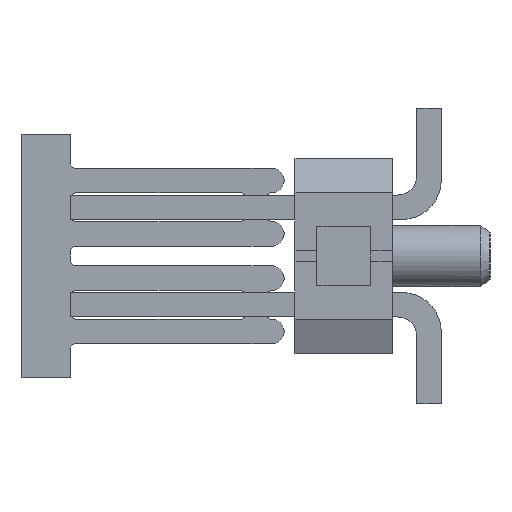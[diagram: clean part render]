
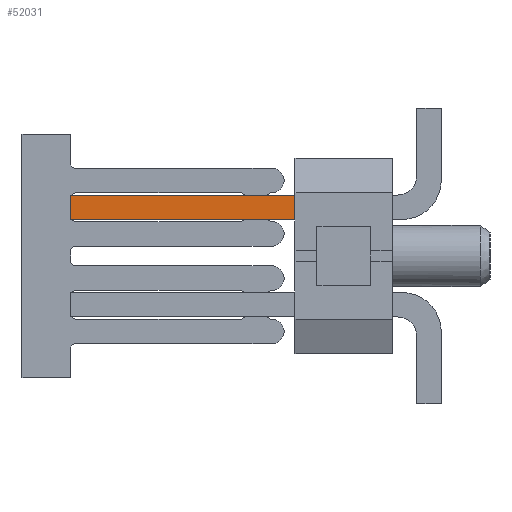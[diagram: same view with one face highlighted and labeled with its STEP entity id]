
A CAD part, left-side view. The second image highlights one B-rep face of the part: STEP entity #52031.
In plain terms, the highlighted planar face has unit normal (-1, 0, 0).
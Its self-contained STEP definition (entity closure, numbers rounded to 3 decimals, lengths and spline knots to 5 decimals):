
#12882=ORIENTED_EDGE('',*,*,#22199,.F.);
#12883=ORIENTED_EDGE('',*,*,#19477,.T.);
#12884=ORIENTED_EDGE('',*,*,#22415,.F.);
#12885=ORIENTED_EDGE('',*,*,#22307,.F.);
#19477=EDGE_CURVE('',#25598,#25597,#31865,.T.);
#22199=EDGE_CURVE('',#25598,#27599,#34299,.T.);
#22307=EDGE_CURVE('',#27599,#27671,#34407,.T.);
#22415=EDGE_CURVE('',#27671,#25597,#34515,.T.);
#25597=VERTEX_POINT('',#75958);
#25598=VERTEX_POINT('',#75960);
#27599=VERTEX_POINT('',#81397);
#27671=VERTEX_POINT('',#81613);
#31865=LINE('',#75959,#38993);
#34299=LINE('',#81396,#41427);
#34407=LINE('',#81612,#41535);
#34515=LINE('',#81827,#41643);
#38993=VECTOR('',#61879,39.37008);
#41427=VECTOR('',#66317,39.37008);
#41535=VECTOR('',#66497,39.37008);
#41643=VECTOR('',#66677,39.37008);
#44565=EDGE_LOOP('',(#12882,#12883,#12884,#12885));
#47207=FACE_BOUND('',#44565,.T.);
#49537=PLANE('',#54896);
#52031=ADVANCED_FACE('',(#47207),#49537,.F.);
#54896=AXIS2_PLACEMENT_3D('',#82474,#67324,#67325);
#61879=DIRECTION('',(0.,0.,1.));
#66317=DIRECTION('',(0.,1.,0.));
#66497=DIRECTION('',(0.,0.,1.));
#66677=DIRECTION('',(0.,-1.,0.));
#67324=DIRECTION('',(1.,0.,0.));
#67325=DIRECTION('',(0.,0.,-1.));
#75958=CARTESIAN_POINT('',(-1.7625,0.105,0.0125));
#75959=CARTESIAN_POINT('',(-1.7625,0.105,0.0275));
#75960=CARTESIAN_POINT('',(-1.7625,0.105,-0.0125));
#81396=CARTESIAN_POINT('',(-1.7625,0.04,-0.0125));
#81397=CARTESIAN_POINT('',(-1.7625,0.38,-0.0125));
#81612=CARTESIAN_POINT('',(-1.7625,0.38,-0.0125));
#81613=CARTESIAN_POINT('',(-1.7625,0.38,0.0125));
#81827=CARTESIAN_POINT('',(-1.7625,0.38,0.0125));
#82474=CARTESIAN_POINT('',(-1.7625,0.04,0.0275));
